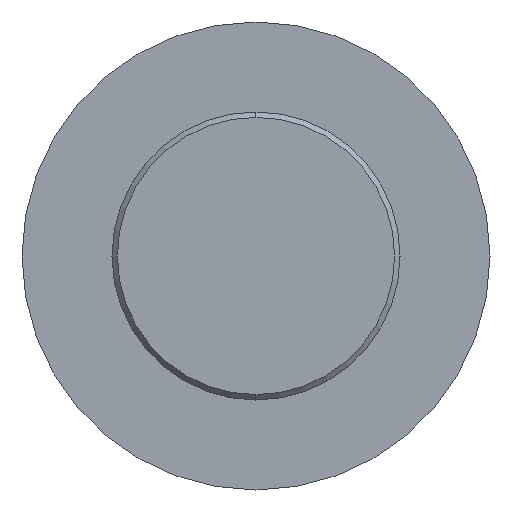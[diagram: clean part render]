
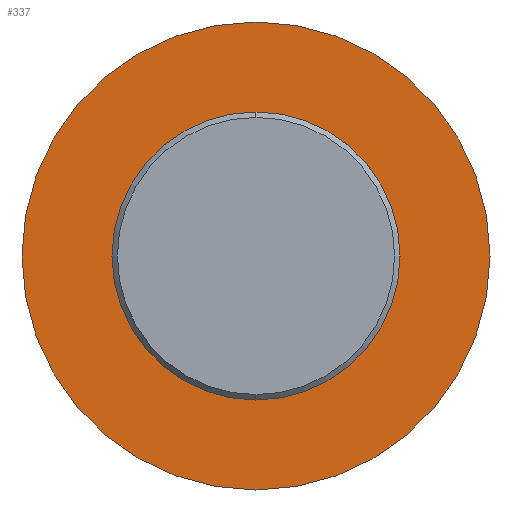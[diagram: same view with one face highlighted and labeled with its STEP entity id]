
A CAD part, left-side view. The second image highlights one B-rep face of the part: STEP entity #337.
In plain terms, the highlighted planar face has unit normal (-1, 0, 0).
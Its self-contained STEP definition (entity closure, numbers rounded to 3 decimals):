
#4 = DIRECTION ( 'NONE',  ( 0., 0., 1. ) ) ;
#15 = EDGE_CURVE ( 'NONE', #393, #102, #52, .T. ) ;
#24 = CARTESIAN_POINT ( 'NONE',  ( 112.1, 0., 0. ) ) ;
#30 = DIRECTION ( 'NONE',  ( -1., 0., 0. ) ) ;
#41 = AXIS2_PLACEMENT_3D ( 'NONE', #24, #30, #63 ) ;
#45 = FACE_BOUND ( 'NONE', #323, .T. ) ;
#52 = CIRCLE ( 'NONE', #420, 8. ) ;
#63 = DIRECTION ( 'NONE',  ( 0., 0., 1. ) ) ;
#65 = FACE_OUTER_BOUND ( 'NONE', #239, .T. ) ;
#72 = DIRECTION ( 'NONE',  ( -1., 0., 0. ) ) ;
#82 = AXIS2_PLACEMENT_3D ( 'NONE', #424, #379, #4 ) ;
#91 = ORIENTED_EDGE ( 'NONE', *, *, #280, .T. ) ;
#101 = CARTESIAN_POINT ( 'NONE',  ( 112.1, 0., -13. ) ) ;
#102 = VERTEX_POINT ( 'NONE', #236 ) ;
#110 = EDGE_CURVE ( 'NONE', #283, #277, #170, .T. ) ;
#121 = PLANE ( 'NONE',  #416 ) ;
#169 = CARTESIAN_POINT ( 'NONE',  ( 112.1, 0., 13. ) ) ;
#170 = CIRCLE ( 'NONE', #41, 13. ) ;
#179 = ORIENTED_EDGE ( 'NONE', *, *, #15, .F. ) ;
#195 = CARTESIAN_POINT ( 'NONE',  ( 112.1, 0., 0. ) ) ;
#198 = CARTESIAN_POINT ( 'NONE',  ( 112.1, 0., 0. ) ) ;
#199 = ORIENTED_EDGE ( 'NONE', *, *, #110, .T. ) ;
#224 = DIRECTION ( 'NONE',  ( -1., 0., 0. ) ) ;
#227 = CARTESIAN_POINT ( 'NONE',  ( 112.1, 0., 8. ) ) ;
#236 = CARTESIAN_POINT ( 'NONE',  ( 112.1, 0., -8. ) ) ;
#237 = AXIS2_PLACEMENT_3D ( 'NONE', #198, #72, #421 ) ;
#239 = EDGE_LOOP ( 'NONE', ( #199, #91 ) ) ;
#242 = EDGE_CURVE ( 'NONE', #102, #393, #431, .T. ) ;
#277 = VERTEX_POINT ( 'NONE', #101 ) ;
#280 = EDGE_CURVE ( 'NONE', #277, #283, #365, .T. ) ;
#283 = VERTEX_POINT ( 'NONE', #169 ) ;
#287 = DIRECTION ( 'NONE',  ( 0., 0., -1. ) ) ;
#323 = EDGE_LOOP ( 'NONE', ( #179, #363 ) ) ;
#337 = ADVANCED_FACE ( 'NONE', ( #45, #65 ), #121, .F. ) ;
#361 = DIRECTION ( 'NONE',  ( 1., 0., 0. ) ) ;
#363 = ORIENTED_EDGE ( 'NONE', *, *, #242, .F. ) ;
#365 = CIRCLE ( 'NONE', #82, 13. ) ;
#379 = DIRECTION ( 'NONE',  ( -1., 0., 0. ) ) ;
#393 = VERTEX_POINT ( 'NONE', #227 ) ;
#403 = CARTESIAN_POINT ( 'NONE',  ( 112.1, 8., 0. ) ) ;
#416 = AXIS2_PLACEMENT_3D ( 'NONE', #403, #361, #287 ) ;
#420 = AXIS2_PLACEMENT_3D ( 'NONE', #195, #224, #464 ) ;
#421 = DIRECTION ( 'NONE',  ( 0., 0., 1. ) ) ;
#424 = CARTESIAN_POINT ( 'NONE',  ( 112.1, 0., 0. ) ) ;
#431 = CIRCLE ( 'NONE', #237, 8. ) ;
#464 = DIRECTION ( 'NONE',  ( 0., 0., 1. ) ) ;
